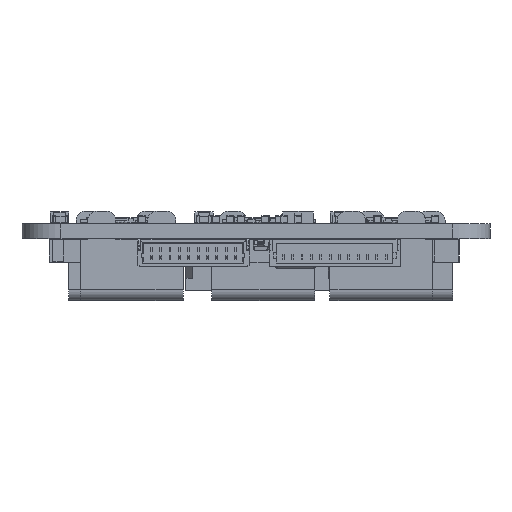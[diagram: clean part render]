
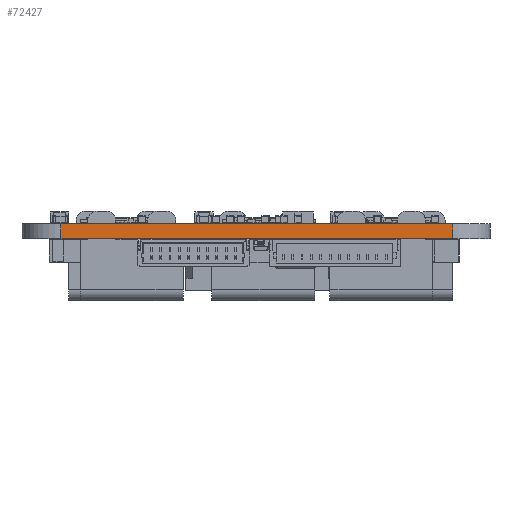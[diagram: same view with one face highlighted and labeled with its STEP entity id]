
A CAD part, left-side view. The second image highlights one B-rep face of the part: STEP entity #72427.
In plain terms, the highlighted planar face has unit normal (-1, 0, 0).
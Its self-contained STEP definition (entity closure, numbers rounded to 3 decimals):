
#70741 = VERTEX_POINT('',#70742);
#70742 = CARTESIAN_POINT('',(-39.998,-21.002,0.));
#70749 = EDGE_CURVE('',#70741,#70750,#70752,.T.);
#70750 = VERTEX_POINT('',#70751);
#70751 = CARTESIAN_POINT('',(-39.998,20.835,0.));
#70752 = LINE('',#70753,#70754);
#70753 = CARTESIAN_POINT('',(-39.998,-21.002,0.));
#70754 = VECTOR('',#70755,1.);
#70755 = DIRECTION('',(0.,1.,0.));
#71579 = VERTEX_POINT('',#71580);
#71580 = CARTESIAN_POINT('',(-39.998,-21.002,1.6));
#71587 = EDGE_CURVE('',#71579,#71588,#71590,.T.);
#71588 = VERTEX_POINT('',#71589);
#71589 = CARTESIAN_POINT('',(-39.998,20.835,1.6));
#71590 = LINE('',#71591,#71592);
#71591 = CARTESIAN_POINT('',(-39.998,-21.002,1.6));
#71592 = VECTOR('',#71593,1.);
#71593 = DIRECTION('',(0.,1.,0.));
#72397 = EDGE_CURVE('',#70750,#71588,#72398,.T.);
#72398 = LINE('',#72399,#72400);
#72399 = CARTESIAN_POINT('',(-39.998,20.835,0.));
#72400 = VECTOR('',#72401,1.);
#72401 = DIRECTION('',(0.,0.,1.));
#72427 = ADVANCED_FACE('',(#72428),#72439,.T.);
#72428 = FACE_BOUND('',#72429,.T.);
#72429 = EDGE_LOOP('',(#72430,#72436,#72437,#72438));
#72430 = ORIENTED_EDGE('',*,*,#72431,.T.);
#72431 = EDGE_CURVE('',#70741,#71579,#72432,.T.);
#72432 = LINE('',#72433,#72434);
#72433 = CARTESIAN_POINT('',(-39.998,-21.002,0.));
#72434 = VECTOR('',#72435,1.);
#72435 = DIRECTION('',(0.,0.,1.));
#72436 = ORIENTED_EDGE('',*,*,#71587,.T.);
#72437 = ORIENTED_EDGE('',*,*,#72397,.F.);
#72438 = ORIENTED_EDGE('',*,*,#70749,.F.);
#72439 = PLANE('',#72440);
#72440 = AXIS2_PLACEMENT_3D('',#72441,#72442,#72443);
#72441 = CARTESIAN_POINT('',(-39.998,-21.002,0.));
#72442 = DIRECTION('',(-1.,0.,0.));
#72443 = DIRECTION('',(0.,1.,0.));
